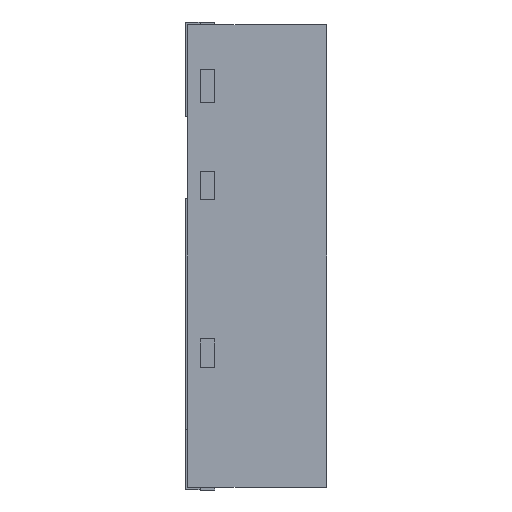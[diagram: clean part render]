
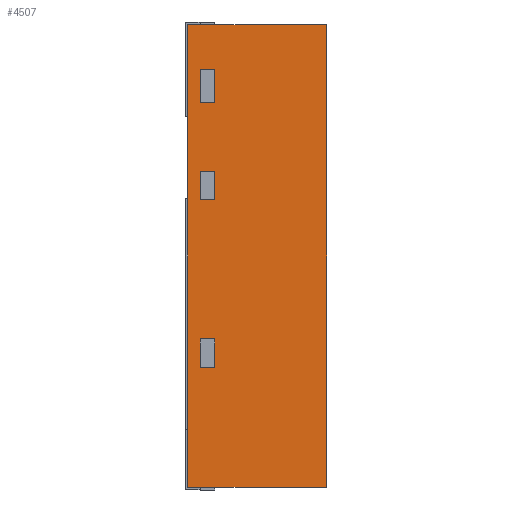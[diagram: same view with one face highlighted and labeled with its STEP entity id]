
A CAD part, left-side view. The second image highlights one B-rep face of the part: STEP entity #4507.
In plain terms, the highlighted planar face has unit normal (-1, 0, 0).
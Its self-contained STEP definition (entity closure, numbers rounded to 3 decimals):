
#12 = CARTESIAN_POINT ( 'NONE',  ( 0., 0.6, -1.999 ) ) ;
#15 = VECTOR ( 'NONE', #3204, 1000. ) ;
#76 = FACE_OUTER_BOUND ( 'NONE', #4686, .T. ) ;
#372 = LINE ( 'NONE', #3612, #2019 ) ;
#434 = CARTESIAN_POINT ( 'NONE',  ( 0., 0., -1.999 ) ) ;
#627 = DIRECTION ( 'NONE',  ( 0., 0., -1. ) ) ;
#861 = DIRECTION ( 'NONE',  ( 0., -1., 0. ) ) ;
#908 = EDGE_CURVE ( 'NONE', #1617, #2212, #4553, .T. ) ;
#1094 = EDGE_CURVE ( 'NONE', #2212, #1484, #3620, .T. ) ;
#1229 = CARTESIAN_POINT ( 'NONE',  ( 0., 0.6, -1.999 ) ) ;
#1239 = AXIS2_PLACEMENT_3D ( 'NONE', #2302, #2747, #627 ) ;
#1419 = VECTOR ( 'NONE', #4920, 1000. ) ;
#1484 = VERTEX_POINT ( 'NONE', #2754 ) ;
#1551 = EDGE_CURVE ( 'NONE', #3927, #1484, #3696, .T. ) ;
#1569 = CARTESIAN_POINT ( 'NONE',  ( 0., 0., 0. ) ) ;
#1617 = VERTEX_POINT ( 'NONE', #1229 ) ;
#1781 = ORIENTED_EDGE ( 'NONE', *, *, #908, .T. ) ;
#1881 = CARTESIAN_POINT ( 'NONE',  ( 0., 0.6, 0. ) ) ;
#2019 = VECTOR ( 'NONE', #4042, 1000. ) ;
#2094 = ORIENTED_EDGE ( 'NONE', *, *, #1094, .T. ) ;
#2212 = VERTEX_POINT ( 'NONE', #434 ) ;
#2302 = CARTESIAN_POINT ( 'NONE',  ( 0., 0.6, 0. ) ) ;
#2747 = DIRECTION ( 'NONE',  ( 1., 0., 0. ) ) ;
#2754 = CARTESIAN_POINT ( 'NONE',  ( 0., 0., 0. ) ) ;
#2978 = ORIENTED_EDGE ( 'NONE', *, *, #1551, .F. ) ;
#3204 = DIRECTION ( 'NONE',  ( 0., 0., 1. ) ) ;
#3278 = CARTESIAN_POINT ( 'NONE',  ( 0., 0.6, 0. ) ) ;
#3612 = CARTESIAN_POINT ( 'NONE',  ( 0., 0.6, 0. ) ) ;
#3620 = LINE ( 'NONE', #1569, #15 ) ;
#3696 = LINE ( 'NONE', #3278, #1419 ) ;
#3927 = VERTEX_POINT ( 'NONE', #1881 ) ;
#3979 = EDGE_CURVE ( 'NONE', #1617, #3927, #372, .T. ) ;
#4042 = DIRECTION ( 'NONE',  ( 0., 0., 1. ) ) ;
#4289 = PLANE ( 'NONE',  #1239 ) ;
#4507 = ADVANCED_FACE ( 'NONE', ( #76 ), #4289, .F. ) ;
#4553 = LINE ( 'NONE', #12, #4633 ) ;
#4633 = VECTOR ( 'NONE', #861, 1000. ) ;
#4686 = EDGE_LOOP ( 'NONE', ( #2094, #2978, #5226, #1781 ) ) ;
#4920 = DIRECTION ( 'NONE',  ( 0., -1., 0. ) ) ;
#5226 = ORIENTED_EDGE ( 'NONE', *, *, #3979, .F. ) ;
